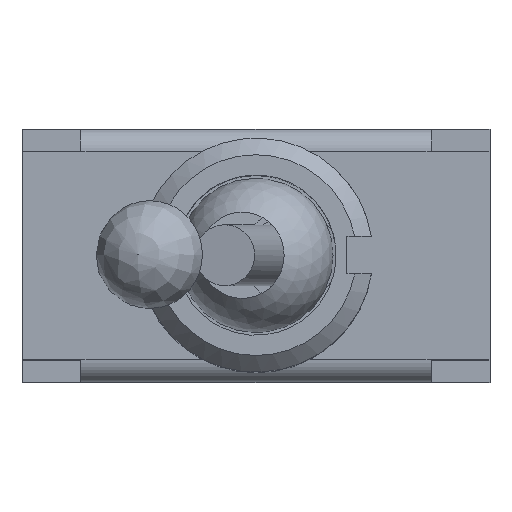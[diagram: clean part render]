
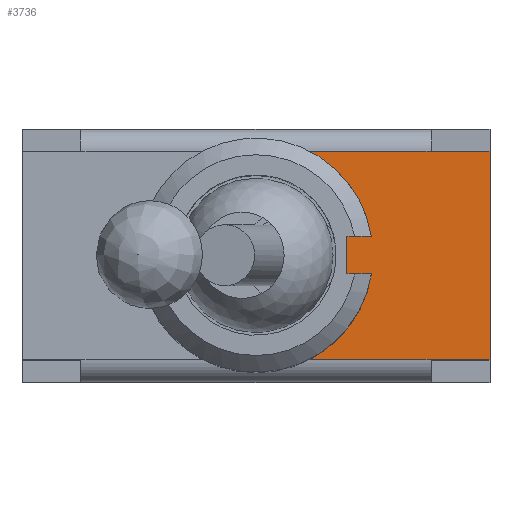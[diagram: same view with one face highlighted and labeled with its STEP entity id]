
A CAD part, top view. The second image highlights one B-rep face of the part: STEP entity #3736.
In plain terms, the highlighted planar face has unit normal (0, 0, 1).
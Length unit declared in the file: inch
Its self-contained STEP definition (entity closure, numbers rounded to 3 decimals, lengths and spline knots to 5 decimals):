
#219=FACE_OUTER_BOUND('',#450,.T.);
#450=EDGE_LOOP('',(#2854,#2855,#2856,#2857,#2858,#2859,#2860,#2861,#2862,
#2863));
#749=LINE('',#5882,#1167);
#752=LINE('',#5888,#1170);
#754=LINE('',#5891,#1172);
#761=LINE('',#5921,#1179);
#762=LINE('',#5923,#1180);
#763=LINE('',#5925,#1181);
#764=LINE('',#5927,#1182);
#765=LINE('',#5928,#1183);
#1167=VECTOR('',#4723,0.3937);
#1170=VECTOR('',#4728,0.3937);
#1172=VECTOR('',#4732,0.3937);
#1179=VECTOR('',#4765,0.3937);
#1180=VECTOR('',#4766,0.3937);
#1181=VECTOR('',#4767,0.3937);
#1182=VECTOR('',#4768,0.3937);
#1183=VECTOR('',#4769,0.3937);
#1472=CIRCLE('',#4055,0.125);
#1474=CIRCLE('',#4057,0.125);
#1664=VERTEX_POINT('',#5810);
#1666=VERTEX_POINT('',#5815);
#1673=VERTEX_POINT('',#5879);
#1674=VERTEX_POINT('',#5881);
#1675=VERTEX_POINT('',#5885);
#1676=VERTEX_POINT('',#5887);
#1686=VERTEX_POINT('',#5920);
#1687=VERTEX_POINT('',#5922);
#1688=VERTEX_POINT('',#5924);
#1689=VERTEX_POINT('',#5926);
#2084=EDGE_CURVE('',#1674,#1673,#749,.T.);
#2087=EDGE_CURVE('',#1676,#1675,#752,.T.);
#2089=EDGE_CURVE('',#1675,#1674,#754,.T.);
#2090=EDGE_CURVE('',#1666,#1676,#1472,.T.);
#2092=EDGE_CURVE('',#1673,#1664,#1474,.T.);
#2105=EDGE_CURVE('',#1664,#1686,#761,.T.);
#2106=EDGE_CURVE('',#1686,#1687,#762,.T.);
#2107=EDGE_CURVE('',#1687,#1688,#763,.T.);
#2108=EDGE_CURVE('',#1689,#1688,#764,.T.);
#2109=EDGE_CURVE('',#1666,#1689,#765,.T.);
#2854=ORIENTED_EDGE('',*,*,#2090,.T.);
#2855=ORIENTED_EDGE('',*,*,#2087,.T.);
#2856=ORIENTED_EDGE('',*,*,#2089,.T.);
#2857=ORIENTED_EDGE('',*,*,#2084,.T.);
#2858=ORIENTED_EDGE('',*,*,#2092,.T.);
#2859=ORIENTED_EDGE('',*,*,#2105,.T.);
#2860=ORIENTED_EDGE('',*,*,#2106,.T.);
#2861=ORIENTED_EDGE('',*,*,#2107,.T.);
#2862=ORIENTED_EDGE('',*,*,#2108,.F.);
#2863=ORIENTED_EDGE('',*,*,#2109,.F.);
#3530=PLANE('',#4066);
#3736=ADVANCED_FACE('',(#219),#3530,.T.);
#4055=AXIS2_PLACEMENT_3D('',#5893,#4735,#4736);
#4057=AXIS2_PLACEMENT_3D('',#5895,#4739,#4740);
#4066=AXIS2_PLACEMENT_3D('',#5919,#4763,#4764);
#4723=DIRECTION('',(1.,0.,0.));
#4728=DIRECTION('',(-1.,0.,0.));
#4732=DIRECTION('',(0.,-1.,0.));
#4735=DIRECTION('center_axis',(0.,0.,
-1.));
#4736=DIRECTION('ref_axis',(0.987,0.161,0.));
#4739=DIRECTION('center_axis',(0.,0.,
-1.));
#4740=DIRECTION('ref_axis',(0.987,0.161,0.));
#4763=DIRECTION('center_axis',(0.,0.,
1.));
#4764=DIRECTION('ref_axis',(0.,-1.,0.));
#4765=DIRECTION('',(1.,0.,0.));
#4766=DIRECTION('',(1.,0.,0.));
#4767=DIRECTION('',(0.,1.,0.));
#4768=DIRECTION('',(1.,0.,0.));
#4769=DIRECTION('',(1.,0.,0.));
#5810=CARTESIAN_POINT('',(0.05667,-0.11142,0.35));
#5815=CARTESIAN_POINT('',(0.05667,0.11142,0.35));
#5879=CARTESIAN_POINT('',(0.12338,-0.02008,0.35));
#5881=CARTESIAN_POINT('',(0.09705,-0.02008,0.35));
#5882=CARTESIAN_POINT('',(0.04852,-0.02008,0.35));
#5885=CARTESIAN_POINT('',(0.09705,0.02008,0.35));
#5887=CARTESIAN_POINT('',(0.12338,0.02008,0.35));
#5888=CARTESIAN_POINT('',(0.06169,0.02008,0.35));
#5891=CARTESIAN_POINT('',(0.09705,0.06575,0.35));
#5893=CARTESIAN_POINT('Origin',(0.,0.,
0.35));
#5895=CARTESIAN_POINT('Origin',(0.,0.,
0.35));
#5919=CARTESIAN_POINT('Origin',(0.,0.11142,
0.35));
#5920=CARTESIAN_POINT('',(0.18701,-0.11142,0.35));
#5921=CARTESIAN_POINT('',(0.,-0.11142,0.35));
#5922=CARTESIAN_POINT('',(0.25,-0.11142,0.35));
#5923=CARTESIAN_POINT('',(0.18701,-0.11142,0.35));
#5924=CARTESIAN_POINT('',(0.25,0.11142,0.35));
#5925=CARTESIAN_POINT('',(0.25,0.11142,0.35));
#5926=CARTESIAN_POINT('',(0.18701,0.11142,0.35));
#5927=CARTESIAN_POINT('',(0.18701,0.11142,0.35));
#5928=CARTESIAN_POINT('',(0.,0.11142,0.35));
